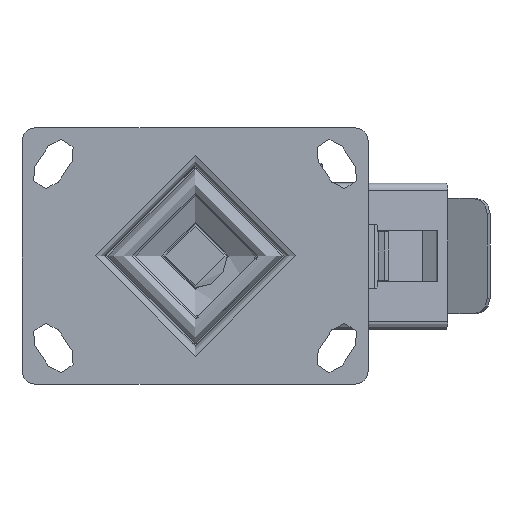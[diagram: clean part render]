
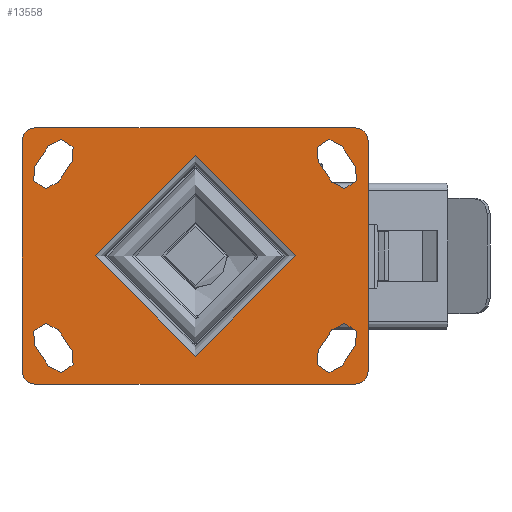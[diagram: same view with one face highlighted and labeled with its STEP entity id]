
A CAD part, top view. The second image highlights one B-rep face of the part: STEP entity #13558.
In plain terms, the highlighted planar face has unit normal (0, 0, 1).
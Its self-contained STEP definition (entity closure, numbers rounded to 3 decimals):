
#934=FACE_BOUND('',#4377,.T.);
#935=FACE_BOUND('',#4378,.T.);
#936=FACE_BOUND('',#4379,.T.);
#937=FACE_BOUND('',#4380,.T.);
#938=FACE_BOUND('',#4381,.T.);
#1006=PLANE('',#14757);
#1516=LINE('',#20444,#2459);
#1518=LINE('',#20447,#2461);
#1520=LINE('',#20450,#2463);
#1522=LINE('',#20453,#2465);
#1524=LINE('',#20456,#2467);
#1526=LINE('',#20459,#2469);
#1528=LINE('',#20462,#2471);
#1530=LINE('',#20465,#2473);
#1531=LINE('',#20467,#2474);
#1533=LINE('',#20470,#2476);
#1534=LINE('',#20471,#2477);
#1535=LINE('',#20472,#2478);
#2459=VECTOR('',#16505,1000.);
#2461=VECTOR('',#16509,1000.);
#2463=VECTOR('',#16513,1000.);
#2465=VECTOR('',#16517,1000.);
#2467=VECTOR('',#16521,1000.);
#2469=VECTOR('',#16525,1000.);
#2471=VECTOR('',#16529,1000.);
#2473=VECTOR('',#16533,1000.);
#2474=VECTOR('',#16536,1000.);
#2476=VECTOR('',#16540,1000.);
#2477=VECTOR('',#16541,1000.);
#2478=VECTOR('',#16542,1000.);
#3534=FACE_OUTER_BOUND('',#4376,.T.);
#4376=EDGE_LOOP('',(#9583,#9584,#9585,#9586,#9587,#9588,#9589,#9590));
#4377=EDGE_LOOP('',(#9591,#9592,#9593,#9594));
#4378=EDGE_LOOP('',(#9595,#9596,#9597,#9598));
#4379=EDGE_LOOP('',(#9599,#9600,#9601,#9602));
#4380=EDGE_LOOP('',(#9603,#9604,#9605,#9606));
#4381=EDGE_LOOP('',(#9607));
#5255=CIRCLE('',#14576,39.);
#5368=CIRCLE('',#14713,5.);
#5370=CIRCLE('',#14716,5.);
#5372=CIRCLE('',#14719,5.);
#5374=CIRCLE('',#14722,5.);
#5377=CIRCLE('',#14726,5.5);
#5378=CIRCLE('',#14728,5.5);
#5381=CIRCLE('',#14732,5.5);
#5382=CIRCLE('',#14734,5.5);
#5385=CIRCLE('',#14738,5.5);
#5386=CIRCLE('',#14740,5.5);
#5389=CIRCLE('',#14744,5.5);
#5390=CIRCLE('',#14746,5.5);
#5920=VERTEX_POINT('',#19977);
#6087=VERTEX_POINT('',#20335);
#6088=VERTEX_POINT('',#20336);
#6091=VERTEX_POINT('',#20344);
#6092=VERTEX_POINT('',#20345);
#6095=VERTEX_POINT('',#20353);
#6096=VERTEX_POINT('',#20354);
#6099=VERTEX_POINT('',#20362);
#6100=VERTEX_POINT('',#20363);
#6105=VERTEX_POINT('',#20374);
#6106=VERTEX_POINT('',#20376);
#6107=VERTEX_POINT('',#20380);
#6108=VERTEX_POINT('',#20381);
#6113=VERTEX_POINT('',#20392);
#6114=VERTEX_POINT('',#20394);
#6115=VERTEX_POINT('',#20398);
#6116=VERTEX_POINT('',#20399);
#6121=VERTEX_POINT('',#20410);
#6122=VERTEX_POINT('',#20412);
#6123=VERTEX_POINT('',#20416);
#6124=VERTEX_POINT('',#20417);
#6129=VERTEX_POINT('',#20428);
#6130=VERTEX_POINT('',#20430);
#6131=VERTEX_POINT('',#20434);
#6132=VERTEX_POINT('',#20435);
#7209=EDGE_CURVE('',#5920,#5920,#5255,.T.);
#7388=EDGE_CURVE('',#6087,#6088,#5368,.T.);
#7392=EDGE_CURVE('',#6091,#6092,#5370,.T.);
#7396=EDGE_CURVE('',#6095,#6096,#5372,.T.);
#7400=EDGE_CURVE('',#6099,#6100,#5374,.T.);
#7406=EDGE_CURVE('',#6106,#6105,#5377,.T.);
#7408=EDGE_CURVE('',#6107,#6108,#5378,.T.);
#7414=EDGE_CURVE('',#6114,#6113,#5381,.T.);
#7416=EDGE_CURVE('',#6115,#6116,#5382,.T.);
#7422=EDGE_CURVE('',#6122,#6121,#5385,.T.);
#7424=EDGE_CURVE('',#6123,#6124,#5386,.T.);
#7430=EDGE_CURVE('',#6130,#6129,#5389,.T.);
#7432=EDGE_CURVE('',#6131,#6132,#5390,.T.);
#7437=EDGE_CURVE('',#6129,#6131,#1516,.T.);
#7439=EDGE_CURVE('',#6132,#6130,#1518,.T.);
#7441=EDGE_CURVE('',#6121,#6123,#1520,.T.);
#7443=EDGE_CURVE('',#6124,#6122,#1522,.T.);
#7445=EDGE_CURVE('',#6113,#6115,#1524,.T.);
#7447=EDGE_CURVE('',#6116,#6114,#1526,.T.);
#7449=EDGE_CURVE('',#6105,#6107,#1528,.T.);
#7451=EDGE_CURVE('',#6108,#6106,#1530,.T.);
#7452=EDGE_CURVE('',#6100,#6087,#1531,.T.);
#7454=EDGE_CURVE('',#6096,#6099,#1533,.T.);
#7455=EDGE_CURVE('',#6092,#6095,#1534,.T.);
#7456=EDGE_CURVE('',#6088,#6091,#1535,.T.);
#9583=ORIENTED_EDGE('',*,*,#7400,.F.);
#9584=ORIENTED_EDGE('',*,*,#7454,.F.);
#9585=ORIENTED_EDGE('',*,*,#7396,.F.);
#9586=ORIENTED_EDGE('',*,*,#7455,.F.);
#9587=ORIENTED_EDGE('',*,*,#7392,.F.);
#9588=ORIENTED_EDGE('',*,*,#7456,.F.);
#9589=ORIENTED_EDGE('',*,*,#7388,.F.);
#9590=ORIENTED_EDGE('',*,*,#7452,.F.);
#9591=ORIENTED_EDGE('',*,*,#7430,.T.);
#9592=ORIENTED_EDGE('',*,*,#7437,.T.);
#9593=ORIENTED_EDGE('',*,*,#7432,.T.);
#9594=ORIENTED_EDGE('',*,*,#7439,.T.);
#9595=ORIENTED_EDGE('',*,*,#7422,.T.);
#9596=ORIENTED_EDGE('',*,*,#7441,.T.);
#9597=ORIENTED_EDGE('',*,*,#7424,.T.);
#9598=ORIENTED_EDGE('',*,*,#7443,.T.);
#9599=ORIENTED_EDGE('',*,*,#7414,.T.);
#9600=ORIENTED_EDGE('',*,*,#7445,.T.);
#9601=ORIENTED_EDGE('',*,*,#7416,.T.);
#9602=ORIENTED_EDGE('',*,*,#7447,.T.);
#9603=ORIENTED_EDGE('',*,*,#7406,.T.);
#9604=ORIENTED_EDGE('',*,*,#7449,.T.);
#9605=ORIENTED_EDGE('',*,*,#7408,.T.);
#9606=ORIENTED_EDGE('',*,*,#7451,.T.);
#9607=ORIENTED_EDGE('',*,*,#7209,.F.);
#13558=ADVANCED_FACE('',(#3534,#934,#935,#936,#937,#938),#1006,.T.);
#14576=AXIS2_PLACEMENT_3D('',#19978,#16080,#16081);
#14713=AXIS2_PLACEMENT_3D('',#20337,#16408,#16409);
#14716=AXIS2_PLACEMENT_3D('',#20346,#16416,#16417);
#14719=AXIS2_PLACEMENT_3D('',#20355,#16424,#16425);
#14722=AXIS2_PLACEMENT_3D('',#20364,#16432,#16433);
#14726=AXIS2_PLACEMENT_3D('',#20377,#16443,#16444);
#14728=AXIS2_PLACEMENT_3D('',#20382,#16448,#16449);
#14732=AXIS2_PLACEMENT_3D('',#20395,#16459,#16460);
#14734=AXIS2_PLACEMENT_3D('',#20400,#16464,#16465);
#14738=AXIS2_PLACEMENT_3D('',#20413,#16475,#16476);
#14740=AXIS2_PLACEMENT_3D('',#20418,#16480,#16481);
#14744=AXIS2_PLACEMENT_3D('',#20431,#16491,#16492);
#14746=AXIS2_PLACEMENT_3D('',#20436,#16496,#16497);
#14757=AXIS2_PLACEMENT_3D('',#20469,#16538,#16539);
#16080=DIRECTION('center_axis',(0.,0.,1.));
#16081=DIRECTION('ref_axis',(0.,-1.,0.));
#16408=DIRECTION('center_axis',(0.,0.,-1.));
#16409=DIRECTION('ref_axis',(0.707,0.707,0.));
#16416=DIRECTION('center_axis',(0.,0.,-1.));
#16417=DIRECTION('ref_axis',(0.707,-0.707,0.));
#16424=DIRECTION('center_axis',(0.,0.,-1.));
#16425=DIRECTION('ref_axis',(-0.707,-0.707,0.));
#16432=DIRECTION('center_axis',(0.,0.,-1.));
#16433=DIRECTION('ref_axis',(-0.707,0.707,0.));
#16443=DIRECTION('center_axis',(0.,0.,-1.));
#16444=DIRECTION('ref_axis',(-1.,0.,0.));
#16448=DIRECTION('center_axis',(0.,0.,-1.));
#16449=DIRECTION('ref_axis',(-1.,0.,0.));
#16459=DIRECTION('center_axis',(0.,0.,-1.));
#16460=DIRECTION('ref_axis',(1.,0.,0.));
#16464=DIRECTION('center_axis',(0.,0.,-1.));
#16465=DIRECTION('ref_axis',(1.,0.,0.));
#16475=DIRECTION('center_axis',(0.,0.,-1.));
#16476=DIRECTION('ref_axis',(1.,0.,0.));
#16480=DIRECTION('center_axis',(0.,0.,-1.));
#16481=DIRECTION('ref_axis',(1.,0.,0.));
#16491=DIRECTION('center_axis',(0.,0.,-1.));
#16492=DIRECTION('ref_axis',(-1.,0.,0.));
#16496=DIRECTION('center_axis',(0.,0.,-1.));
#16497=DIRECTION('ref_axis',(-1.,0.,0.));
#16505=DIRECTION('',(0.555,0.832,0.));
#16509=DIRECTION('',(-0.555,-0.832,0.));
#16513=DIRECTION('',(-0.555,0.832,0.));
#16517=DIRECTION('',(0.555,-0.832,0.));
#16521=DIRECTION('',(-0.555,-0.832,0.));
#16525=DIRECTION('',(0.555,0.832,0.));
#16529=DIRECTION('',(0.555,-0.832,0.));
#16533=DIRECTION('',(-0.555,0.832,0.));
#16536=DIRECTION('',(1.,0.,0.));
#16538=DIRECTION('center_axis',(0.,0.,1.));
#16539=DIRECTION('ref_axis',(1.,0.,0.));
#16540=DIRECTION('',(0.,1.,0.));
#16541=DIRECTION('',(-1.,0.,0.));
#16542=DIRECTION('',(0.,-1.,0.));
#19977=CARTESIAN_POINT('',(39.,0.,0.));
#19978=CARTESIAN_POINT('Origin',(0.,0.,0.));
#20335=CARTESIAN_POINT('',(62.5,50.,0.));
#20336=CARTESIAN_POINT('',(67.5,45.,0.));
#20337=CARTESIAN_POINT('Origin',(62.5,45.,0.));
#20344=CARTESIAN_POINT('',(67.5,-45.,0.));
#20345=CARTESIAN_POINT('',(62.5,-50.,0.));
#20346=CARTESIAN_POINT('Origin',(62.5,-45.,0.));
#20353=CARTESIAN_POINT('',(-62.5,-50.,0.));
#20354=CARTESIAN_POINT('',(-67.5,-45.,0.));
#20355=CARTESIAN_POINT('Origin',(-62.5,-45.,0.));
#20362=CARTESIAN_POINT('',(-67.5,45.,0.));
#20363=CARTESIAN_POINT('',(-62.5,50.,0.));
#20364=CARTESIAN_POINT('Origin',(-62.5,45.,0.));
#20374=CARTESIAN_POINT('',(57.15,42.938,0.));
#20376=CARTESIAN_POINT('',(48.,36.838,0.));
#20377=CARTESIAN_POINT('Origin',(52.5,40.,0.));
#20380=CARTESIAN_POINT('',(62.5,34.912,0.));
#20381=CARTESIAN_POINT('',(53.35,28.812,0.));
#20382=CARTESIAN_POINT('Origin',(58.,31.75,0.));
#20392=CARTESIAN_POINT('',(-48.,36.838,0.));
#20394=CARTESIAN_POINT('',(-57.15,42.938,0.));
#20395=CARTESIAN_POINT('Origin',(-52.5,40.,0.));
#20398=CARTESIAN_POINT('',(-53.35,28.812,0.));
#20399=CARTESIAN_POINT('',(-62.5,34.912,0.));
#20400=CARTESIAN_POINT('Origin',(-58.,31.75,0.));
#20410=CARTESIAN_POINT('',(-57.15,-42.938,0.));
#20412=CARTESIAN_POINT('',(-48.,-36.838,0.));
#20413=CARTESIAN_POINT('Origin',(-52.5,-40.,0.));
#20416=CARTESIAN_POINT('',(-62.5,-34.912,0.));
#20417=CARTESIAN_POINT('',(-53.35,-28.812,0.));
#20418=CARTESIAN_POINT('Origin',(-58.,-31.75,0.));
#20428=CARTESIAN_POINT('',(48.,-36.838,0.));
#20430=CARTESIAN_POINT('',(57.15,-42.938,0.));
#20431=CARTESIAN_POINT('Origin',(52.5,-40.,0.));
#20434=CARTESIAN_POINT('',(53.35,-28.812,0.));
#20435=CARTESIAN_POINT('',(62.5,-34.912,0.));
#20436=CARTESIAN_POINT('Origin',(58.,-31.75,0.));
#20444=CARTESIAN_POINT('',(50.454,-33.157,0.));
#20447=CARTESIAN_POINT('',(59.604,-39.257,0.));
#20450=CARTESIAN_POINT('',(-59.604,-39.257,0.));
#20453=CARTESIAN_POINT('',(-50.454,-33.157,0.));
#20456=CARTESIAN_POINT('',(-50.454,33.157,0.));
#20459=CARTESIAN_POINT('',(-59.604,39.257,0.));
#20462=CARTESIAN_POINT('',(59.604,39.257,0.));
#20465=CARTESIAN_POINT('',(50.454,33.157,0.));
#20467=CARTESIAN_POINT('',(0.,50.,0.));
#20469=CARTESIAN_POINT('Origin',(0.,0.,0.));
#20470=CARTESIAN_POINT('',(-67.5,0.,0.));
#20471=CARTESIAN_POINT('',(0.,-50.,0.));
#20472=CARTESIAN_POINT('',(67.5,0.,0.));
